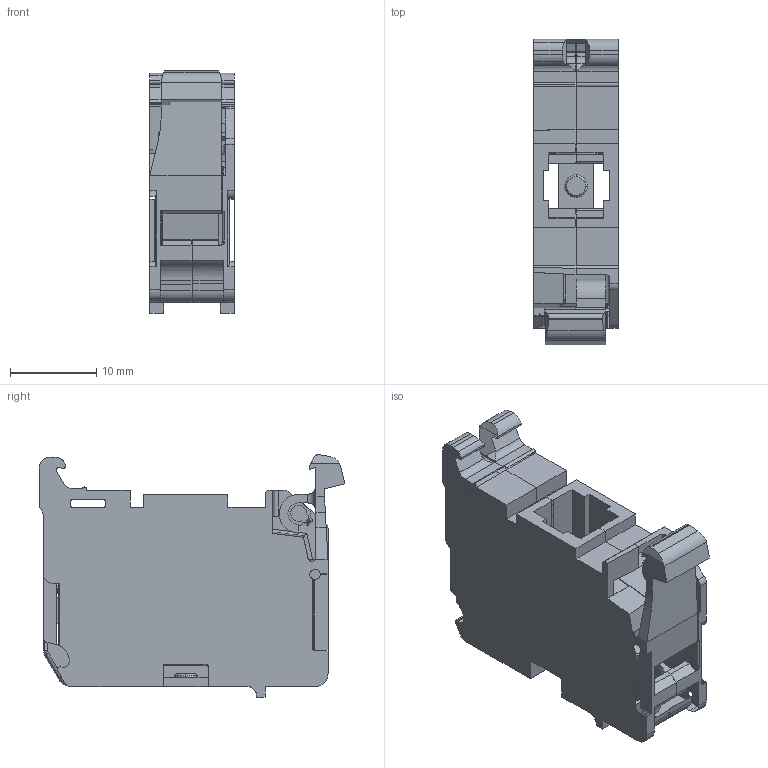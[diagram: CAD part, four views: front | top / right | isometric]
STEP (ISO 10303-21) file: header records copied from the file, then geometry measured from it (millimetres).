
FILE_DESCRIPTION((''),'2;1');
FILE_NAME('800F-X01-X10','2006-11-14T',('kcornel'),('Rockwell Automation'),'PRO/ENGINEER BY PARAMETRIC TECHNOLOGY CORPORATION, 2004320','PRO/ENGINEER BY PARAMETRIC TECHNOLOGY CORPORATION, 2004320','');
FILE_SCHEMA(('CONFIG_CONTROL_DESIGN'));
Length unit declared in the file: inch
Products named in the file (1): 800F-X01-X10
Bounding box: 9.8 x 35.45 x 28.15 mm (x, y, z)
Surface area: 5204.3 mm2 (no closed solid volume)
Topology: 0 solids, 4 shells, 412 faces, 1762 edges, 1301 vertices
Faces by surface type: plane 276, cylinder 106, cone 21, bspline 5, torus 4
Entity records: 18805 total; most frequent: CARTESIAN_POINT 5147, DIRECTION 2601, ORIENTED_EDGE 2594, EDGE_CURVE 1762, VERTEX_POINT 1301, VECTOR 1231, LINE 1231, AXIS2_PLACEMENT_3D 685
